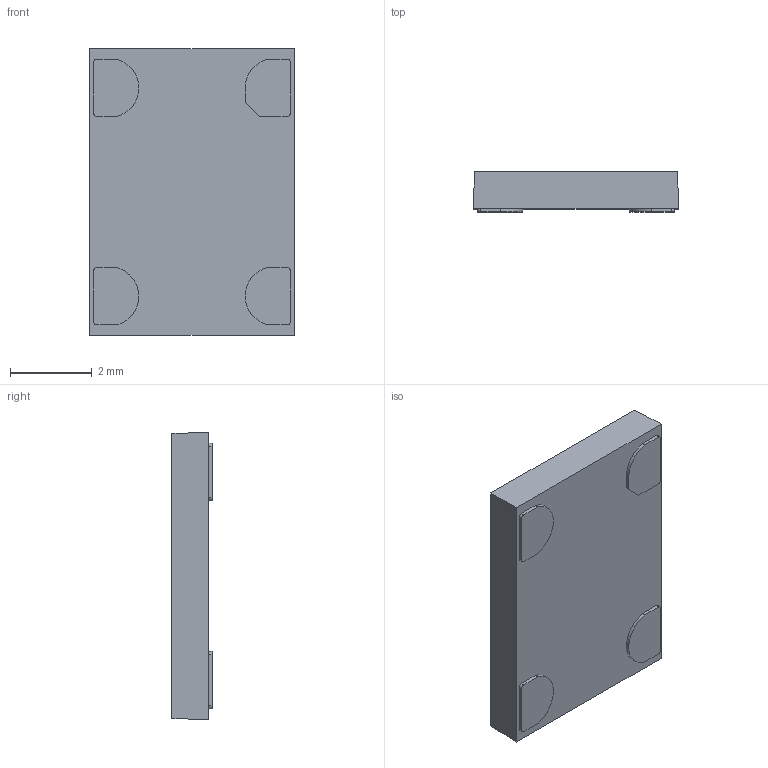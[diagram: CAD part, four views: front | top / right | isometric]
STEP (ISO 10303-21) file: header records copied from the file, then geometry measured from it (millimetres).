
FILE_DESCRIPTION (( 'STEP AP214' ), '1' );
FILE_NAME ('QFN_7050_4pins.STEP', '2021-05-06T03:24:05', ( '' ), ( '' ), 'SwSTEP 2.0', 'SolidWorks 2018', '' );
FILE_SCHEMA (( 'AUTOMOTIVE_DESIGN' ));
Length unit declared in the file: millimetre
Products named in the file (1): QFN_7050_4pins
Bounding box: 5 x 0.98 x 7 mm (x, y, z)
Volume: 31.7 mm3; surface area: 92.5 mm2
Topology: 1 solids, 1 shells, 39 faces, 96 edges, 64 vertices
Faces by surface type: plane 25, cylinder 14
Entity records: 1291 total; most frequent: DIRECTION 204, CARTESIAN_POINT 200, ORIENTED_EDGE 192, EDGE_CURVE 96, VECTOR 68, AXIS2_PLACEMENT_3D 68, LINE 68, VERTEX_POINT 64
